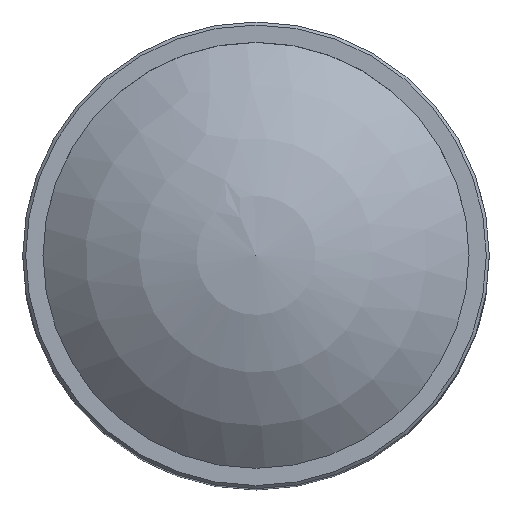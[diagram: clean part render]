
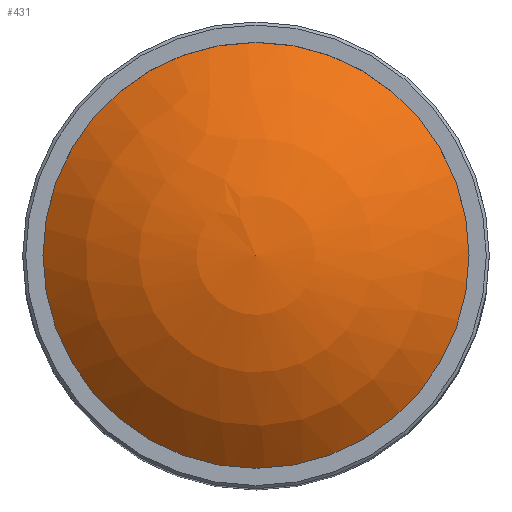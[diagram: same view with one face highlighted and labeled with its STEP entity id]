
A CAD part, top view. The second image highlights one B-rep face of the part: STEP entity #431.
In plain terms, the highlighted spherical face has radius 31.209 mm.
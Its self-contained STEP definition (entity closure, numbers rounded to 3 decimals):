
#55 = ORIENTED_EDGE ( 'NONE', *, *, #754, .F. ) ;
#203 = SPHERICAL_SURFACE ( 'NONE', #372, 31.21 ) ;
#292 = CARTESIAN_POINT ( 'NONE',  ( 0., 0., -465. ) ) ;
#372 = AXIS2_PLACEMENT_3D ( 'NONE', #469, #746, #616 ) ;
#431 = ADVANCED_FACE ( 'NONE', ( #611 ), #203, .T. ) ;
#436 = VERTEX_POINT ( 'NONE', #639 ) ;
#469 = CARTESIAN_POINT ( 'NONE',  ( 0., 0., -487.668 ) ) ;
#496 = DIRECTION ( 'NONE',  ( 0.383, -0.924, 0. ) ) ;
#519 = EDGE_LOOP ( 'NONE', ( #55 ) ) ;
#563 = DIRECTION ( 'NONE',  ( 0., 0., -1. ) ) ;
#611 = FACE_OUTER_BOUND ( 'NONE', #519, .T. ) ;
#616 = DIRECTION ( 'NONE',  ( -0.383, 0.924, 0. ) ) ;
#632 = CIRCLE ( 'NONE', #847, 21.452 ) ;
#639 = CARTESIAN_POINT ( 'NONE',  ( 8.217, -19.816, -465. ) ) ;
#746 = DIRECTION ( 'NONE',  ( 0., 0., 1. ) ) ;
#754 = EDGE_CURVE ( 'NONE', #436, #436, #632, .T. ) ;
#847 = AXIS2_PLACEMENT_3D ( 'NONE', #292, #563, #496 ) ;
